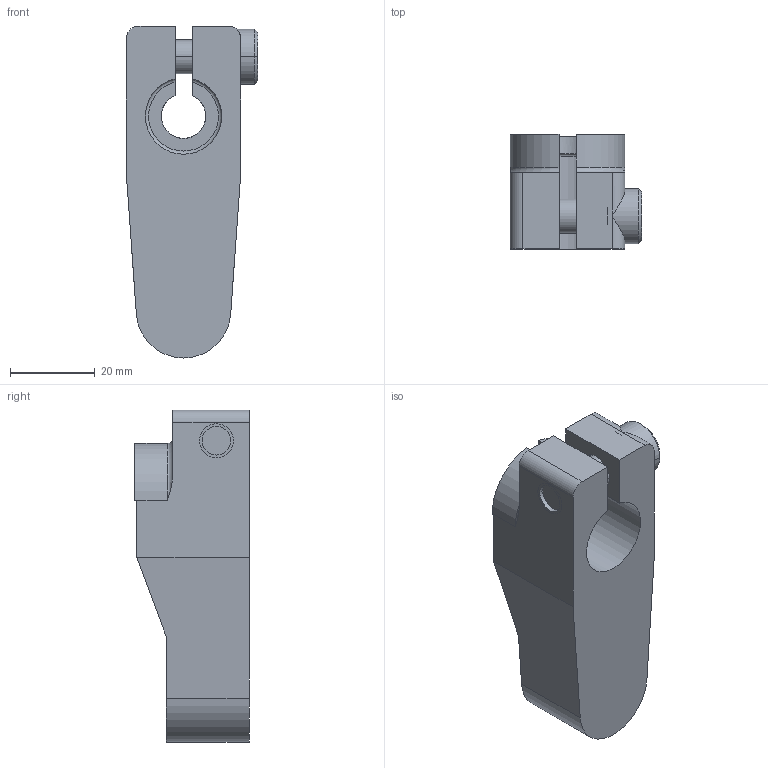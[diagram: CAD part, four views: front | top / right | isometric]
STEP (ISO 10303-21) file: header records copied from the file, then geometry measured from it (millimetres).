
FILE_DESCRIPTION((''),'2;1');
FILE_NAME('ILCML9143200','2013-07-10T',('QAM'),(''),'PRO/ENGINEER BY PARAMETRIC TECHNOLOGY CORPORATION, 2007460','PRO/ENGINEER BY PARAMETRIC TECHNOLOGY CORPORATION, 2007460','');
FILE_SCHEMA(('AUTOMOTIVE_DESIGN_CC2 { 1 2 10303 214 -1 1 5 2 }'));
Length unit declared in the file: millimetre
Products named in the file (1): ILCML9143200
Bounding box: 31 x 27 x 78.3 mm (x, y, z)
Volume: 36834.1 mm3; surface area: 10946.4 mm2
Topology: 1 solids, 2 shells, 55 faces, 140 edges, 91 vertices
Faces by surface type: plane 28, cylinder 22, torus 3, cone 2
Entity records: 2289 total; most frequent: CARTESIAN_POINT 364, DIRECTION 290, ORIENTED_EDGE 276, PRESENTATION_STYLE_ASSIGNMENT 142, STYLED_ITEM 142, CURVE_STYLE 140, EDGE_CURVE 140, COLOUR_RGB 106
